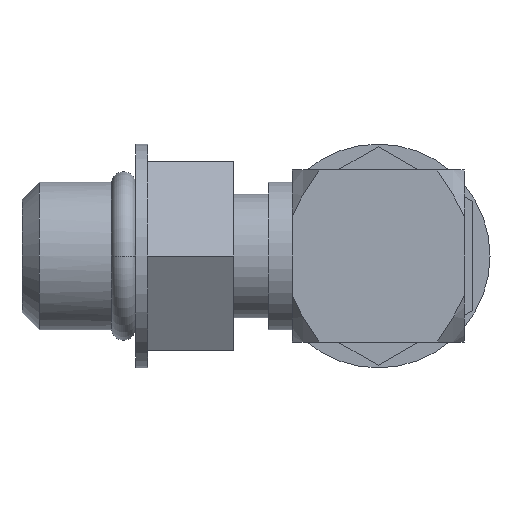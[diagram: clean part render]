
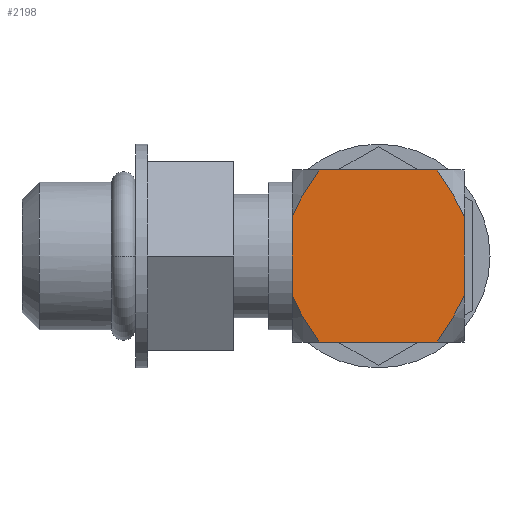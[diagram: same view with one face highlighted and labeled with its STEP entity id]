
A CAD part, left-side view. The second image highlights one B-rep face of the part: STEP entity #2198.
In plain terms, the highlighted planar face has unit normal (-1, 0, 0).
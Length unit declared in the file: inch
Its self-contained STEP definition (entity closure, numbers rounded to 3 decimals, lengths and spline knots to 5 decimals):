
#692=DIRECTION('',(0.,0.,1.));
#693=VECTOR('',#692,0.22913);
#694=CARTESIAN_POINT('',(-0.25,0.5,-0.11456));
#695=LINE('',#694,#693);
#730=CARTESIAN_POINT('',(-0.25,0.42145,-0.25));
#740=CARTESIAN_POINT('',(-0.25,0.07855,-0.25));
#779=CARTESIAN_POINT('',(-0.25,0.42145,0.25));
#780=CARTESIAN_POINT('',(-0.25,0.43366,0.23272));
#781=CARTESIAN_POINT('',(-0.25,0.45576,0.19966));
#782=CARTESIAN_POINT('',(-0.25,0.48152,0.15514));
#783=CARTESIAN_POINT('',(-0.25,0.49455,0.12765));
#784=CARTESIAN_POINT('',(-0.25,0.5,0.11456));
#789=CARTESIAN_POINT('',(-0.25,0.07855,0.25));
#790=CARTESIAN_POINT('',(-0.25,0.06936,0.237));
#791=CARTESIAN_POINT('',(-0.25,0.05234,0.21192));
#792=CARTESIAN_POINT('',(-0.25,0.03094,0.17706));
#793=CARTESIAN_POINT('',(-0.25,0.01349,0.14481));
#794=CARTESIAN_POINT('',(-0.25,0.00411,0.12442));
#795=CARTESIAN_POINT('',(-0.25,0.,0.11456));
#800=CARTESIAN_POINT('',(-0.25,0.,-0.11456));
#801=CARTESIAN_POINT('',(-0.25,0.00411,-0.12443));
#802=CARTESIAN_POINT('',(-0.25,0.01349,-0.14482));
#803=CARTESIAN_POINT('',(-0.25,0.03094,-0.17706));
#804=CARTESIAN_POINT('',(-0.25,0.05234,-0.21192));
#805=CARTESIAN_POINT('',(-0.25,0.06936,-0.237));
#806=CARTESIAN_POINT('',(-0.25,0.07855,-0.25));
#811=DIRECTION('',(0.,1.,0.));
#812=VECTOR('',#811,0.34289);
#813=CARTESIAN_POINT('',(-0.25,0.07855,-0.25));
#814=LINE('',#813,#812);
#818=CARTESIAN_POINT('',(-0.25,0.5,-0.11456));
#819=CARTESIAN_POINT('',(-0.25,0.49455,-0.12765));
#820=CARTESIAN_POINT('',(-0.25,0.48152,-0.15514));
#821=CARTESIAN_POINT('',(-0.25,0.45576,-0.19966));
#822=CARTESIAN_POINT('',(-0.25,0.43366,-0.23272));
#823=CARTESIAN_POINT('',(-0.25,0.42145,-0.25));
#860=DIRECTION('',(0.,1.,0.));
#861=VECTOR('',#860,0.34289);
#862=CARTESIAN_POINT('',(-0.25,0.07855,0.25));
#863=LINE('',#862,#861);
#1359=DIRECTION('',(0.,0.,1.));
#1360=VECTOR('',#1359,0.22913);
#1361=CARTESIAN_POINT('',(-0.25,0.,-0.11456));
#1362=LINE('',#1361,#1360);
#1480=VERTEX_POINT('',#740);
#1482=VERTEX_POINT('',#789);
#1483=VERTEX_POINT('',#795);
#1488=VERTEX_POINT('',#730);
#1490=VERTEX_POINT('',#779);
#1491=VERTEX_POINT('',#784);
#1494=CARTESIAN_POINT('',(-0.25,0.,-0.11456));
#1495=VERTEX_POINT('',#1494);
#1500=CARTESIAN_POINT('',(-0.25,0.5,-0.11456));
#1501=VERTEX_POINT('',#1500);
#2179=CARTESIAN_POINT('',(-0.25,0.,-0.25));
#2180=DIRECTION('',(-1.,0.,0.));
#2181=DIRECTION('',(0.,0.,1.));
#2182=AXIS2_PLACEMENT_3D('',#2179,#2180,#2181);
#2183=PLANE('',#2182);
#2184=ORIENTED_EDGE('',*,*,#2152,.F.);
#2186=ORIENTED_EDGE('',*,*,#2185,.F.);
#2188=ORIENTED_EDGE('',*,*,#2187,.T.);
#2190=ORIENTED_EDGE('',*,*,#2189,.F.);
#2192=ORIENTED_EDGE('',*,*,#2191,.T.);
#2193=ORIENTED_EDGE('',*,*,#2164,.T.);
#2194=ORIENTED_EDGE('',*,*,#2114,.F.);
#2195=ORIENTED_EDGE('',*,*,#2093,.T.);
#2196=EDGE_LOOP('',(#2184,#2186,#2188,#2190,#2192,#2193,#2194,#2195));
#2197=FACE_OUTER_BOUND('',#2196,.F.);
#2198=ADVANCED_FACE('',(#2197),#2183,.T.);
#785=B_SPLINE_CURVE_WITH_KNOTS('',3,(#779,#780,#781,#782,#783,#784),
.UNSPECIFIED.,.F.,.F.,(4,1,1,4),(0.,0.33333,0.66667,1.),
.UNSPECIFIED.);
#796=B_SPLINE_CURVE_WITH_KNOTS('',3,(#789,#790,#791,#792,#793,#794,#795),
.UNSPECIFIED.,.F.,.F.,(4,1,1,1,4),(0.,0.25,0.5,0.75,1.),
.UNSPECIFIED.);
#807=B_SPLINE_CURVE_WITH_KNOTS('',3,(#800,#801,#802,#803,#804,#805,#806),
.UNSPECIFIED.,.F.,.F.,(4,1,1,1,4),(0.,0.25,0.5,0.75,1.),
.UNSPECIFIED.);
#824=B_SPLINE_CURVE_WITH_KNOTS('',3,(#818,#819,#820,#821,#822,#823),
.UNSPECIFIED.,.F.,.F.,(4,1,1,4),(0.,0.33333,0.66667,1.),
.UNSPECIFIED.);
#2093=EDGE_CURVE('',#1501,#1491,#695,.T.);
#2114=EDGE_CURVE('',#1501,#1488,#824,.T.);
#2152=EDGE_CURVE('',#1490,#1491,#785,.T.);
#2164=EDGE_CURVE('',#1480,#1488,#814,.T.);
#2185=EDGE_CURVE('',#1482,#1490,#863,.T.);
#2187=EDGE_CURVE('',#1482,#1483,#796,.T.);
#2189=EDGE_CURVE('',#1495,#1483,#1362,.T.);
#2191=EDGE_CURVE('',#1495,#1480,#807,.T.);
